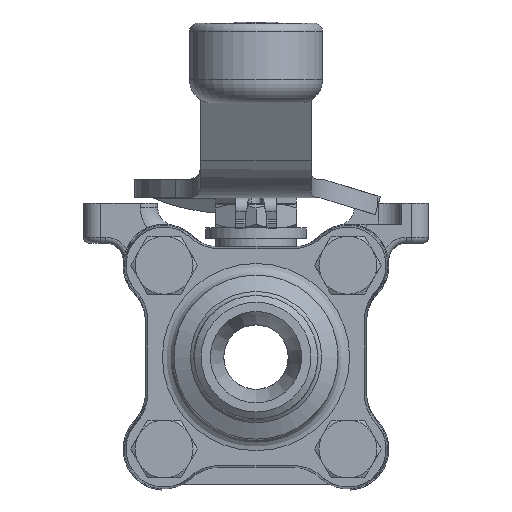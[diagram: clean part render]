
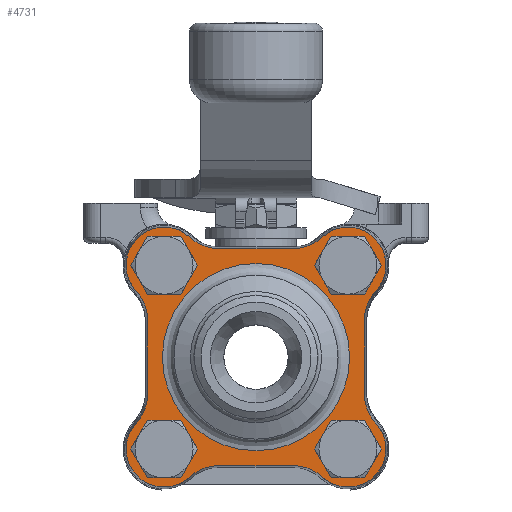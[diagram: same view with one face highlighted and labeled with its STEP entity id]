
A CAD part, front view. The second image highlights one B-rep face of the part: STEP entity #4731.
In plain terms, the highlighted face is planar.
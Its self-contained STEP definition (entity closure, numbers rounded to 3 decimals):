
#4513=CARTESIAN_POINT('',(0.,6.125,-16.175));
#4514=VERTEX_POINT('',#4513);
#4515=CARTESIAN_POINT('',(0.0,6.125,0.0));
#4516=DIRECTION('',(0.0,1.0,0.0));
#4517=DIRECTION('',(0.0,0.0,1.0));
#4518=AXIS2_PLACEMENT_3D('',#4515,#4516,#4517);
#4519=CIRCLE('',#4518,16.175);
#4520=EDGE_CURVE('',#4514,#4514,#4519,.T.);
#4537=CARTESIAN_POINT('',(0.,6.125,0.));
#4538=DIRECTION('',(0.0,1.0,0.0));
#4539=DIRECTION('',(0.0,0.0,1.0));
#4540=AXIS2_PLACEMENT_3D('',#4537,#4538,#4539);
#4541=PLANE('',#4540);
#4542=CARTESIAN_POINT('',(-20.693,6.125,11.394));
#4543=VERTEX_POINT('',#4542);
#4544=CARTESIAN_POINT('',(-18.754,6.125,6.471));
#4545=VERTEX_POINT('',#4544);
#4546=CARTESIAN_POINT('',(-25.975,6.125,6.471));
#4547=DIRECTION('',(0.0,1.,0.0));
#4548=DIRECTION('',(0.732,0.0,0.682));
#4549=AXIS2_PLACEMENT_3D('',#4546,#4547,#4548);
#4550=CIRCLE('',#4549,7.221);
#4551=EDGE_CURVE('',#4543,#4545,#4550,.T.);
#4552=ORIENTED_EDGE('',*,*,#4551,.F.);
#4553=CARTESIAN_POINT('',(-11.394,6.125,20.693));
#4554=VERTEX_POINT('',#4553);
#4555=CARTESIAN_POINT('',(-15.88,6.125,15.88));
#4556=DIRECTION('',(0.0,-1.,0.0));
#4557=DIRECTION('',(0.732,0.0,0.682));
#4558=AXIS2_PLACEMENT_3D('',#4555,#4556,#4557);
#4559=CIRCLE('',#4558,6.579);
#4560=EDGE_CURVE('',#4554,#4543,#4559,.T.);
#4561=ORIENTED_EDGE('',*,*,#4560,.F.);
#4562=CARTESIAN_POINT('',(-6.471,6.125,18.754));
#4563=VERTEX_POINT('',#4562);
#4564=CARTESIAN_POINT('',(-6.471,6.125,25.975));
#4565=DIRECTION('',(0.0,1.0,0.0));
#4566=DIRECTION('',(0.0,0.0,-1.0));
#4567=AXIS2_PLACEMENT_3D('',#4564,#4565,#4566);
#4568=CIRCLE('',#4567,7.221);
#4569=EDGE_CURVE('',#4563,#4554,#4568,.T.);
#4570=ORIENTED_EDGE('',*,*,#4569,.F.);
#4571=CARTESIAN_POINT('',(6.471,6.125,18.754));
#4572=VERTEX_POINT('',#4571);
#4573=CARTESIAN_POINT('',(6.471,6.125,18.754));
#4574=DIRECTION('',(-1.0,0.0,0.0));
#4575=VECTOR('',#4574,12.942);
#4576=LINE('',#4573,#4575);
#4577=EDGE_CURVE('',#4572,#4563,#4576,.T.);
#4578=ORIENTED_EDGE('',*,*,#4577,.F.);
#4579=CARTESIAN_POINT('',(11.394,6.125,20.693));
#4580=VERTEX_POINT('',#4579);
#4581=CARTESIAN_POINT('',(6.471,6.125,25.975));
#4582=DIRECTION('',(0.0,1.0,0.0));
#4583=DIRECTION('',(0.682,0.0,-0.732));
#4584=AXIS2_PLACEMENT_3D('',#4581,#4582,#4583);
#4585=CIRCLE('',#4584,7.221);
#4586=EDGE_CURVE('',#4580,#4572,#4585,.T.);
#4587=ORIENTED_EDGE('',*,*,#4586,.F.);
#4588=CARTESIAN_POINT('',(20.693,6.125,11.394));
#4589=VERTEX_POINT('',#4588);
#4590=CARTESIAN_POINT('',(15.88,6.125,15.88));
#4591=DIRECTION('',(0.0,-1.0,0.0));
#4592=DIRECTION('',(0.682,0.0,-0.732));
#4593=AXIS2_PLACEMENT_3D('',#4590,#4591,#4592);
#4594=CIRCLE('',#4593,6.579);
#4595=EDGE_CURVE('',#4589,#4580,#4594,.T.);
#4596=ORIENTED_EDGE('',*,*,#4595,.F.);
#4597=CARTESIAN_POINT('',(18.754,6.125,6.471));
#4598=VERTEX_POINT('',#4597);
#4599=CARTESIAN_POINT('',(25.975,6.125,6.471));
#4600=DIRECTION('',(0.0,1.0,0.0));
#4601=DIRECTION('',(-1.0,0.0,0.0));
#4602=AXIS2_PLACEMENT_3D('',#4599,#4600,#4601);
#4603=CIRCLE('',#4602,7.221);
#4604=EDGE_CURVE('',#4598,#4589,#4603,.T.);
#4605=ORIENTED_EDGE('',*,*,#4604,.F.);
#4606=CARTESIAN_POINT('',(18.754,6.125,-6.471));
#4607=VERTEX_POINT('',#4606);
#4608=CARTESIAN_POINT('',(18.754,6.125,-6.471));
#4609=DIRECTION('',(0.0,0.0,1.0));
#4610=VECTOR('',#4609,12.942);
#4611=LINE('',#4608,#4610);
#4612=EDGE_CURVE('',#4607,#4598,#4611,.T.);
#4613=ORIENTED_EDGE('',*,*,#4612,.F.);
#4614=CARTESIAN_POINT('',(20.693,6.125,-11.394));
#4615=VERTEX_POINT('',#4614);
#4616=CARTESIAN_POINT('',(25.975,6.125,-6.471));
#4617=DIRECTION('',(0.0,1.0,0.0));
#4618=DIRECTION('',(-0.732,0.0,-0.682));
#4619=AXIS2_PLACEMENT_3D('',#4616,#4617,#4618);
#4620=CIRCLE('',#4619,7.221);
#4621=EDGE_CURVE('',#4615,#4607,#4620,.T.);
#4622=ORIENTED_EDGE('',*,*,#4621,.F.);
#4623=CARTESIAN_POINT('',(11.394,6.125,-20.693));
#4624=VERTEX_POINT('',#4623);
#4625=CARTESIAN_POINT('',(15.88,6.125,-15.88));
#4626=DIRECTION('',(0.0,-1.,0.0));
#4627=DIRECTION('',(-0.732,0.0,-0.682));
#4628=AXIS2_PLACEMENT_3D('',#4625,#4626,#4627);
#4629=CIRCLE('',#4628,6.579);
#4630=EDGE_CURVE('',#4624,#4615,#4629,.T.);
#4631=ORIENTED_EDGE('',*,*,#4630,.F.);
#4632=CARTESIAN_POINT('',(6.471,6.125,-18.754));
#4633=VERTEX_POINT('',#4632);
#4634=CARTESIAN_POINT('',(6.471,6.125,-25.975));
#4635=DIRECTION('',(0.0,1.0,0.0));
#4636=DIRECTION('',(0.0,0.0,1.0));
#4637=AXIS2_PLACEMENT_3D('',#4634,#4635,#4636);
#4638=CIRCLE('',#4637,7.221);
#4639=EDGE_CURVE('',#4633,#4624,#4638,.T.);
#4640=ORIENTED_EDGE('',*,*,#4639,.F.);
#4641=CARTESIAN_POINT('',(-6.471,6.125,-18.754));
#4642=VERTEX_POINT('',#4641);
#4643=CARTESIAN_POINT('',(-6.471,6.125,-18.754));
#4644=DIRECTION('',(1.0,0.0,0.0));
#4645=VECTOR('',#4644,12.942);
#4646=LINE('',#4643,#4645);
#4647=EDGE_CURVE('',#4642,#4633,#4646,.T.);
#4648=ORIENTED_EDGE('',*,*,#4647,.F.);
#4649=CARTESIAN_POINT('',(-11.394,6.125,-20.693));
#4650=VERTEX_POINT('',#4649);
#4651=CARTESIAN_POINT('',(-6.471,6.125,-25.975));
#4652=DIRECTION('',(0.0,1.0,0.0));
#4653=DIRECTION('',(-0.682,0.0,0.732));
#4654=AXIS2_PLACEMENT_3D('',#4651,#4652,#4653);
#4655=CIRCLE('',#4654,7.221);
#4656=EDGE_CURVE('',#4650,#4642,#4655,.T.);
#4657=ORIENTED_EDGE('',*,*,#4656,.F.);
#4658=CARTESIAN_POINT('',(-20.693,6.125,-11.394));
#4659=VERTEX_POINT('',#4658);
#4660=CARTESIAN_POINT('',(-15.88,6.125,-15.88));
#4661=DIRECTION('',(0.0,-1.,0.0));
#4662=DIRECTION('',(-0.682,0.0,0.732));
#4663=AXIS2_PLACEMENT_3D('',#4660,#4661,#4662);
#4664=CIRCLE('',#4663,6.579);
#4665=EDGE_CURVE('',#4659,#4650,#4664,.T.);
#4666=ORIENTED_EDGE('',*,*,#4665,.F.);
#4667=CARTESIAN_POINT('',(-18.754,6.125,-6.471));
#4668=VERTEX_POINT('',#4667);
#4669=CARTESIAN_POINT('',(-25.975,6.125,-6.471));
#4670=DIRECTION('',(0.0,1.0,0.0));
#4671=DIRECTION('',(1.0,0.0,0.0));
#4672=AXIS2_PLACEMENT_3D('',#4669,#4670,#4671);
#4673=CIRCLE('',#4672,7.221);
#4674=EDGE_CURVE('',#4668,#4659,#4673,.T.);
#4675=ORIENTED_EDGE('',*,*,#4674,.F.);
#4676=CARTESIAN_POINT('',(-18.754,6.125,6.471));
#4677=DIRECTION('',(0.0,0.0,-1.0));
#4678=VECTOR('',#4677,12.942);
#4679=LINE('',#4676,#4678);
#4680=EDGE_CURVE('',#4545,#4668,#4679,.T.);
#4681=ORIENTED_EDGE('',*,*,#4680,.F.);
#4682=EDGE_LOOP('',(#4552,#4561,#4570,#4578,#4587,#4596,#4605,#4613,#4622,#4631,#4640,#4648,#4657,#4666,#4675,#4681));
#4683=FACE_OUTER_BOUND('',#4682,.T.);
#4684=CARTESIAN_POINT('',(-19.13,6.125,15.88));
#4685=VERTEX_POINT('',#4684);
#4686=CARTESIAN_POINT('',(-15.88,6.125,15.88));
#4687=DIRECTION('',(0.0,-1.0,0.0));
#4688=DIRECTION('',(1.0,0.0,0.0));
#4689=AXIS2_PLACEMENT_3D('',#4686,#4687,#4688);
#4690=CIRCLE('',#4689,3.25);
#4691=EDGE_CURVE('',#4685,#4685,#4690,.T.);
#4692=ORIENTED_EDGE('',*,*,#4691,.T.);
#4693=EDGE_LOOP('',(#4692));
#4694=FACE_BOUND('',#4693,.T.);
#4695=CARTESIAN_POINT('',(15.88,6.125,19.13));
#4696=VERTEX_POINT('',#4695);
#4697=CARTESIAN_POINT('',(15.88,6.125,15.88));
#4698=DIRECTION('',(0.0,-1.0,0.0));
#4699=DIRECTION('',(0.0,0.0,-1.0));
#4700=AXIS2_PLACEMENT_3D('',#4697,#4698,#4699);
#4701=CIRCLE('',#4700,3.25);
#4702=EDGE_CURVE('',#4696,#4696,#4701,.T.);
#4703=ORIENTED_EDGE('',*,*,#4702,.T.);
#4704=EDGE_LOOP('',(#4703));
#4705=FACE_BOUND('',#4704,.T.);
#4706=CARTESIAN_POINT('',(19.13,6.125,-15.88));
#4707=VERTEX_POINT('',#4706);
#4708=CARTESIAN_POINT('',(15.88,6.125,-15.88));
#4709=DIRECTION('',(0.0,-1.0,0.0));
#4710=DIRECTION('',(-1.0,0.0,0.0));
#4711=AXIS2_PLACEMENT_3D('',#4708,#4709,#4710);
#4712=CIRCLE('',#4711,3.25);
#4713=EDGE_CURVE('',#4707,#4707,#4712,.T.);
#4714=ORIENTED_EDGE('',*,*,#4713,.T.);
#4715=EDGE_LOOP('',(#4714));
#4716=FACE_BOUND('',#4715,.T.);
#4717=CARTESIAN_POINT('',(-15.88,6.125,-19.13));
#4718=VERTEX_POINT('',#4717);
#4719=CARTESIAN_POINT('',(-15.88,6.125,-15.88));
#4720=DIRECTION('',(0.0,-1.0,0.0));
#4721=DIRECTION('',(0.0,0.0,1.0));
#4722=AXIS2_PLACEMENT_3D('',#4719,#4720,#4721);
#4723=CIRCLE('',#4722,3.25);
#4724=EDGE_CURVE('',#4718,#4718,#4723,.T.);
#4725=ORIENTED_EDGE('',*,*,#4724,.T.);
#4726=EDGE_LOOP('',(#4725));
#4727=FACE_BOUND('',#4726,.T.);
#4728=ORIENTED_EDGE('',*,*,#4520,.F.);
#4729=EDGE_LOOP('',(#4728));
#4730=FACE_BOUND('',#4729,.T.);
#4731=ADVANCED_FACE('',(#4683,#4694,#4705,#4716,#4727,#4730),#4541,.T.);
